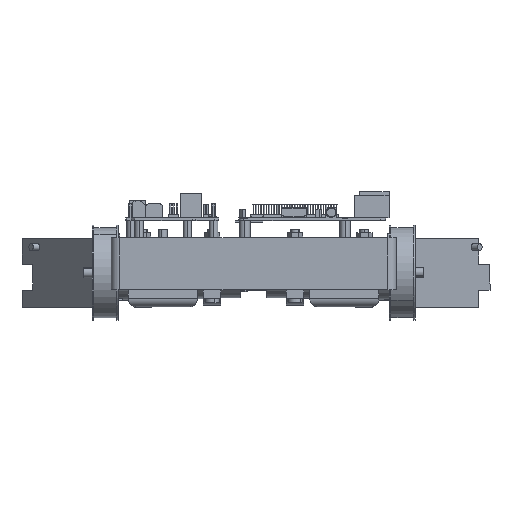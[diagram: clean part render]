
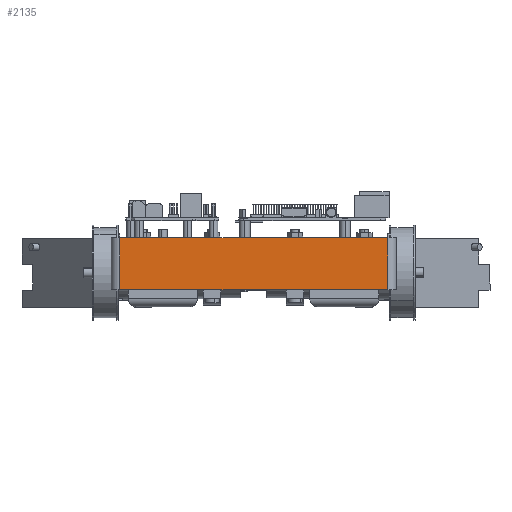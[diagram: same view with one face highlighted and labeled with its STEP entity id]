
A CAD part, top view. The second image highlights one B-rep face of the part: STEP entity #2135.
In plain terms, the highlighted planar face has unit normal (0, 0, 1).
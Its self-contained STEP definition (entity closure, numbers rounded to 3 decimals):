
#324 = PLANE ( 'NONE',  #23888 ) ;
#937 = CARTESIAN_POINT ( 'NONE',  ( 82.5, 0., 82.5 ) ) ;
#1879 = VECTOR ( 'NONE', #29343, 1000. ) ;
#2135 = ADVANCED_FACE ( 'NONE', ( #21178 ), #324, .F. ) ;
#3117 = VECTOR ( 'NONE', #16054, 1000. ) ;
#3854 = DIRECTION ( 'NONE',  ( 0., 0., -1. ) ) ;
#4683 = EDGE_CURVE ( 'NONE', #26768, #6876, #39075, .T. ) ;
#6876 = VERTEX_POINT ( 'NONE', #10513 ) ;
#7094 = CARTESIAN_POINT ( 'NONE',  ( -77.5, 30., 82.5 ) ) ;
#8273 = CARTESIAN_POINT ( 'NONE',  ( 82.5, 30., 82.5 ) ) ;
#8453 = LINE ( 'NONE', #937, #1879 ) ;
#10513 = CARTESIAN_POINT ( 'NONE',  ( 77.5, 30., 82.5 ) ) ;
#10908 = CARTESIAN_POINT ( 'NONE',  ( -77.5, 30., 82.5 ) ) ;
#11330 = LINE ( 'NONE', #40459, #3117 ) ;
#12691 = CARTESIAN_POINT ( 'NONE',  ( -77.5, 0., 82.5 ) ) ;
#12702 = EDGE_CURVE ( 'NONE', #42851, #27786, #8453, .T. ) ;
#16054 = DIRECTION ( 'NONE',  ( 0., 1., 0. ) ) ;
#16913 = ORIENTED_EDGE ( 'NONE', *, *, #40525, .T. ) ;
#17497 = DIRECTION ( 'NONE',  ( -1., 0., 0. ) ) ;
#21178 = FACE_OUTER_BOUND ( 'NONE', #21426, .T. ) ;
#21426 = EDGE_LOOP ( 'NONE', ( #35784, #16913, #40171, #28918 ) ) ;
#21882 = LINE ( 'NONE', #7094, #22976 ) ;
#22976 = VECTOR ( 'NONE', #24288, 1000. ) ;
#23888 = AXIS2_PLACEMENT_3D ( 'NONE', #38823, #3854, #17497 ) ;
#24288 = DIRECTION ( 'NONE',  ( 0., -1., 0. ) ) ;
#26087 = DIRECTION ( 'NONE',  ( 1., 0., 0. ) ) ;
#26768 = VERTEX_POINT ( 'NONE', #10908 ) ;
#27753 = EDGE_CURVE ( 'NONE', #26768, #42851, #21882, .T. ) ;
#27786 = VERTEX_POINT ( 'NONE', #28584 ) ;
#28584 = CARTESIAN_POINT ( 'NONE',  ( 77.5, 0., 82.5 ) ) ;
#28918 = ORIENTED_EDGE ( 'NONE', *, *, #27753, .T. ) ;
#29343 = DIRECTION ( 'NONE',  ( 1., 0., 0. ) ) ;
#35784 = ORIENTED_EDGE ( 'NONE', *, *, #12702, .T. ) ;
#38823 = CARTESIAN_POINT ( 'NONE',  ( 82.5, 30., 82.5 ) ) ;
#39075 = LINE ( 'NONE', #8273, #40183 ) ;
#40171 = ORIENTED_EDGE ( 'NONE', *, *, #4683, .F. ) ;
#40183 = VECTOR ( 'NONE', #26087, 1000. ) ;
#40459 = CARTESIAN_POINT ( 'NONE',  ( 77.5, 30., 82.5 ) ) ;
#40525 = EDGE_CURVE ( 'NONE', #27786, #6876, #11330, .T. ) ;
#42851 = VERTEX_POINT ( 'NONE', #12691 ) ;
